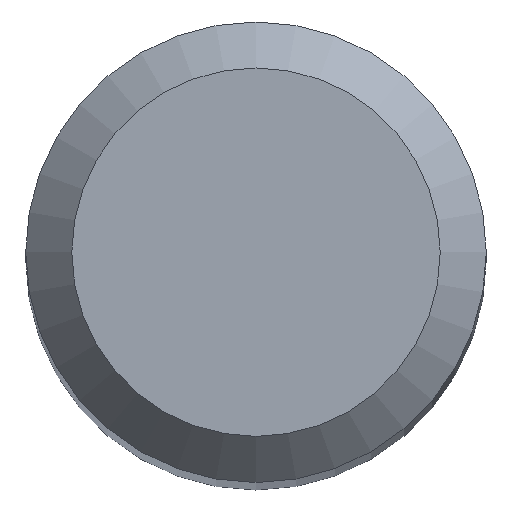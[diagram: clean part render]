
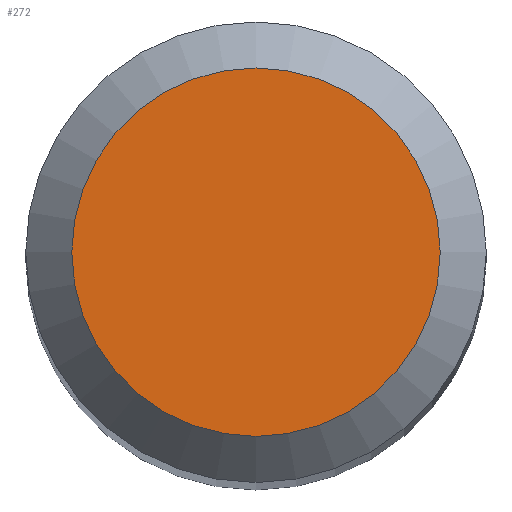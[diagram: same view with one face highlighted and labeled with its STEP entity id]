
A CAD part, top view. The second image highlights one B-rep face of the part: STEP entity #272.
In plain terms, the highlighted planar face has unit normal (0, 0, 1).
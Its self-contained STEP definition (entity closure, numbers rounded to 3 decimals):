
#1 = AXIS2_PLACEMENT_3D ( 'NONE', #202, #274, #2 ) ;
#2 = DIRECTION ( 'NONE',  ( -1., 0., 0. ) ) ;
#16 = AXIS2_PLACEMENT_3D ( 'NONE', #112, #216, #94 ) ;
#19 = ORIENTED_EDGE ( 'NONE', *, *, #28, .F. ) ;
#26 = FACE_OUTER_BOUND ( 'NONE', #65, .T. ) ;
#28 = EDGE_CURVE ( 'NONE', #117, #117, #85, .T. ) ;
#31 = PLANE ( 'NONE',  #16 ) ;
#65 = EDGE_LOOP ( 'NONE', ( #19 ) ) ;
#85 = CIRCLE ( 'NONE', #1, 1.2 ) ;
#94 = DIRECTION ( 'NONE',  ( -1., 0., 0. ) ) ;
#112 = CARTESIAN_POINT ( 'NONE',  ( 0., 0., 38. ) ) ;
#117 = VERTEX_POINT ( 'NONE', #276 ) ;
#202 = CARTESIAN_POINT ( 'NONE',  ( 0., 0., 38. ) ) ;
#216 = DIRECTION ( 'NONE',  ( 0., 0., -1. ) ) ;
#272 = ADVANCED_FACE ( 'NONE', ( #26 ), #31, .F. ) ;
#274 = DIRECTION ( 'NONE',  ( 0., 0., -1. ) ) ;
#276 = CARTESIAN_POINT ( 'NONE',  ( -1.2, 0., 38. ) ) ;
